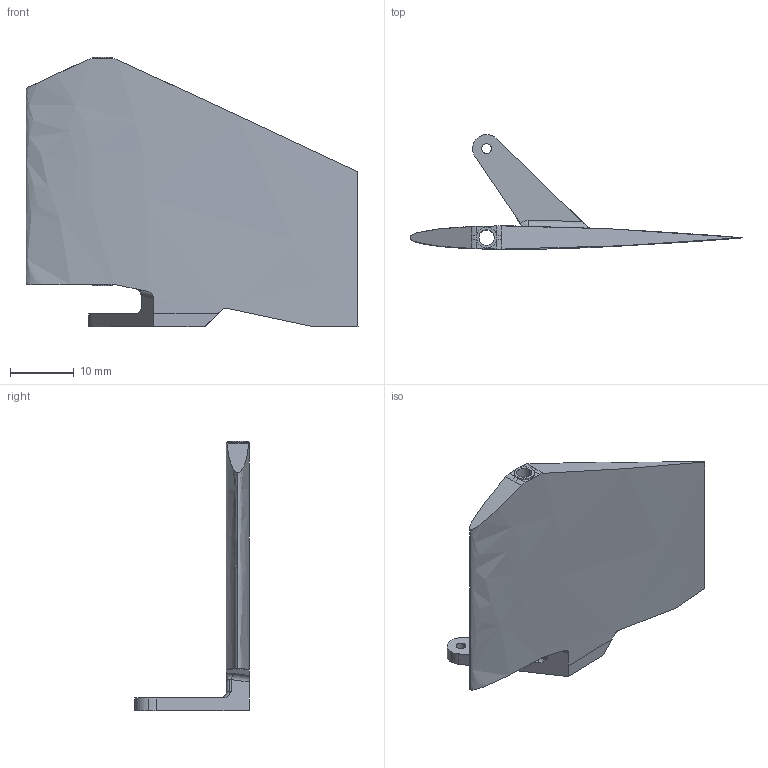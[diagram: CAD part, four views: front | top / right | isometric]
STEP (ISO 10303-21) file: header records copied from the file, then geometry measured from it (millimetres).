
FILE_DESCRIPTION (( 'STEP AP214' ), '1' );
FILE_NAME ('TVCVane.STEP', '2025-10-15T19:19:41', ( '' ), ( '' ), 'SwSTEP 2.0', 'SolidWorks 2025', '' );
FILE_SCHEMA (( 'AUTOMOTIVE_DESIGN' ));
Length unit declared in the file: millimetre
Products named in the file (1): TVCVane
Bounding box: 52 x 18.01 x 42.2 mm (x, y, z)
Volume: 4363.2 mm3; surface area: 4212.1 mm2
Topology: 1 solids, 1 shells, 48 faces, 128 edges, 83 vertices
Faces by surface type: cylinder 24, plane 15, bspline 7, torus 2
Entity records: 1983 total; most frequent: CARTESIAN_POINT 847, ORIENTED_EDGE 256, DIRECTION 199, EDGE_CURVE 128, VERTEX_POINT 83, AXIS2_PLACEMENT_3D 77, EDGE_LOOP 53, ADVANCED_FACE 48
